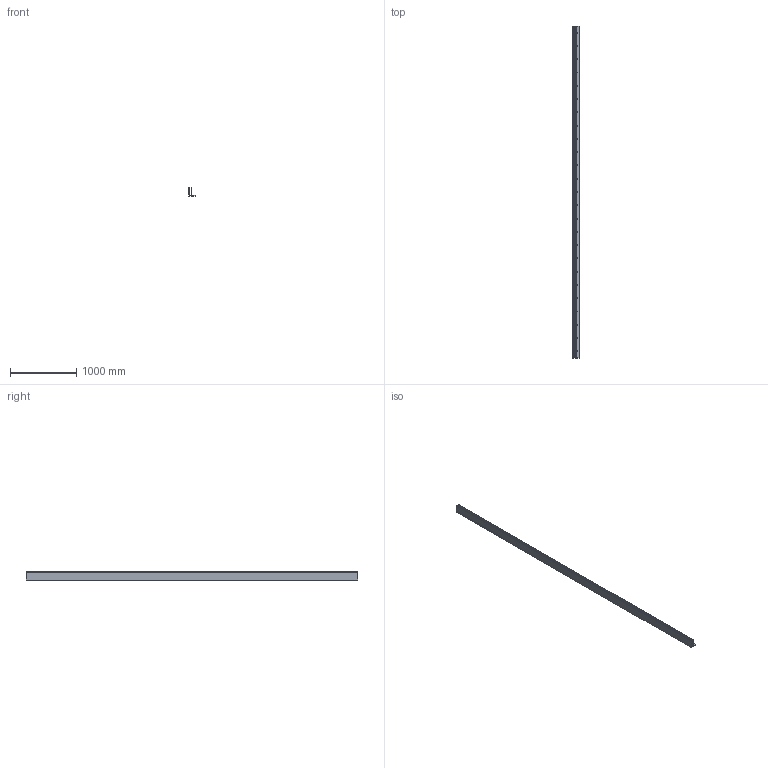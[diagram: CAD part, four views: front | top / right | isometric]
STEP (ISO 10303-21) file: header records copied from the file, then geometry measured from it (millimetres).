
FILE_DESCRIPTION (( 'STEP AP214' ), '1' );
FILE_NAME ('AL_0006-5000-S-E.STEP', '2021-08-25T11:53:56', ( '' ), ( '' ), 'SwSTEP 2.0', 'SolidWorks 2019', '' );
FILE_SCHEMA (( 'AUTOMOTIVE_DESIGN' ));
Length unit declared in the file: millimetre
Products named in the file (1): AL_0006-5000-S-E
Bounding box: 95 x 5000 x 120.5 mm (x, y, z)
Volume: 12969087.3 mm3; surface area: 3288413.3 mm2
Topology: 1 solids, 1 shells, 80 faces, 234 edges, 156 vertices
Faces by surface type: cylinder 60, plane 20
Entity records: 2852 total; most frequent: DIRECTION 516, CARTESIAN_POINT 471, ORIENTED_EDGE 468, EDGE_CURVE 234, AXIS2_PLACEMENT_3D 201, VERTEX_POINT 156, EDGE_LOOP 130, CIRCLE 120
